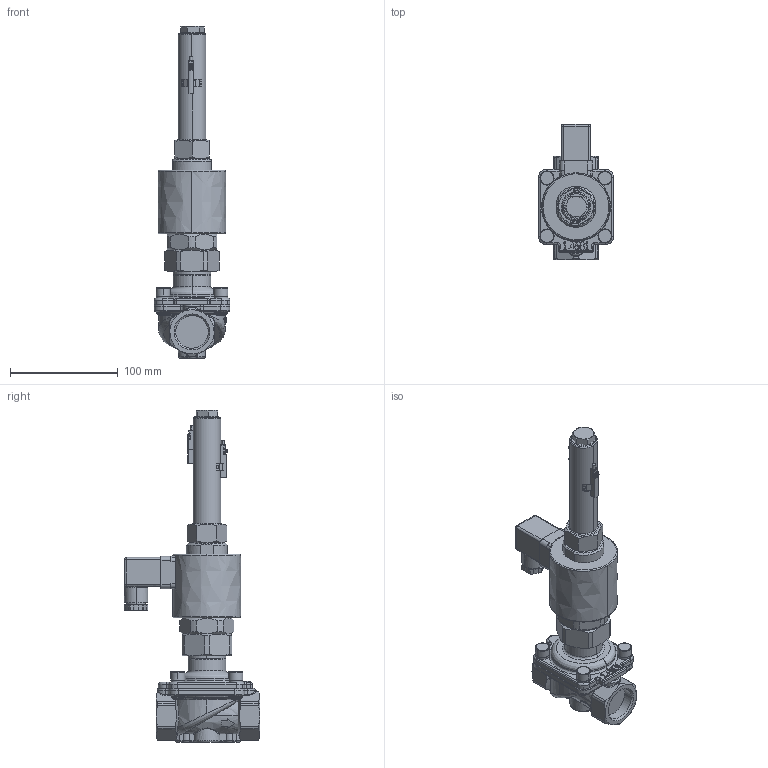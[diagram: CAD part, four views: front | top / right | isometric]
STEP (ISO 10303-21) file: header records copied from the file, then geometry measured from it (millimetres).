
FILE_DESCRIPTION (('STEP'), '1');
FILE_NAME ('E4324-25_0801_1322-B0.stp', '2025-12-12T13:44:05', ('Unknown'), ('Unknown'), 'HarmonyWare STEP v2.1.9', 'HarmonyWare Translators', '');
FILE_SCHEMA (('CONFIG_CONTROL_DESIGN'));
Length unit declared in the file: millimetre
Products named in the file (8): BAND; 1; F2409; Volumenkörper2; SW19
Assembly tree (7 placements, depth 2):
  (unnamed)
    BAND
    BAND
    1
    1
    F2409
    Volumenkörper2
    SW19
Bounding box: 70 x 125.7 x 307.97 mm (x, y, z)
Volume: 1726.7 mm3; surface area: 76893.5 mm2
Topology: 4 solids, 745 shells, 1178 faces, 5121 edges, 4676 vertices
Faces by surface type: bspline 1178
Entity records: 56050 total; most frequent: CARTESIAN_POINT 30858, ORIENTED_EDGE 6364, EDGE_CURVE 5112, VERTEX_POINT 4676, B_SPLINE_CURVE_WITH_KNOTS 2974, EDGE_LOOP 1237, FACE_OUTER_BOUND 1178, ADVANCED_FACE 1178
